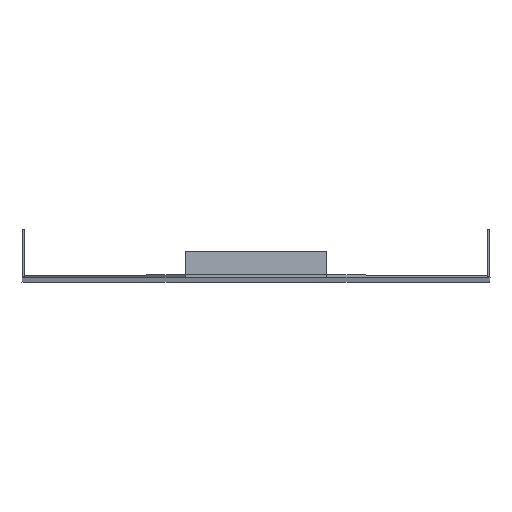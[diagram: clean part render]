
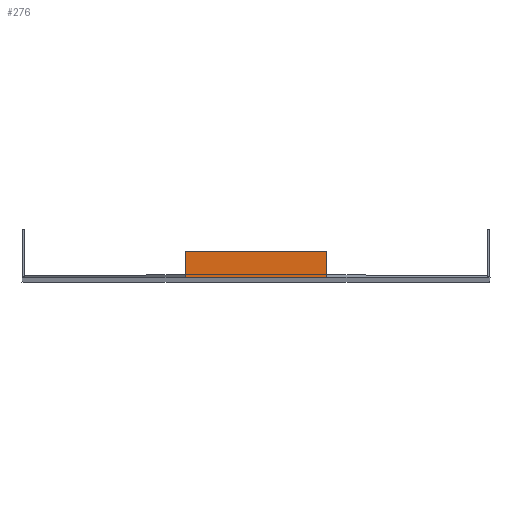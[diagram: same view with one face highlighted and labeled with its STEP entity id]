
A CAD part, top view. The second image highlights one B-rep face of the part: STEP entity #276.
In plain terms, the highlighted planar face has unit normal (0, 0, 1).
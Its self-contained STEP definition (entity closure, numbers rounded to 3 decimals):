
#13 = VERTEX_POINT ( 'NONE', #1644 ) ;
#49 = VECTOR ( 'NONE', #1509, 1000. ) ;
#95 = AXIS2_PLACEMENT_3D ( 'NONE', #2507, #1739, #327 ) ;
#122 = EDGE_LOOP ( 'NONE', ( #1233, #249, #1227, #1440 ) ) ;
#128 = CARTESIAN_POINT ( 'NONE',  ( 45., 0., 944. ) ) ;
#249 = ORIENTED_EDGE ( 'NONE', *, *, #1824, .T. ) ;
#276 = ADVANCED_FACE ( 'NONE', ( #964 ), #1315, .T. ) ;
#286 = LINE ( 'NONE', #128, #49 ) ;
#294 = CARTESIAN_POINT ( 'NONE',  ( -45., 0., 944. ) ) ;
#327 = DIRECTION ( 'NONE',  ( 0., -1., 0. ) ) ;
#474 = VECTOR ( 'NONE', #1468, 1000. ) ;
#517 = EDGE_CURVE ( 'NONE', #13, #1290, #286, .T. ) ;
#663 = EDGE_CURVE ( 'NONE', #1290, #998, #2504, .T. ) ;
#884 = VECTOR ( 'NONE', #2564, 1000. ) ;
#964 = FACE_OUTER_BOUND ( 'NONE', #122, .T. ) ;
#998 = VERTEX_POINT ( 'NONE', #2103 ) ;
#1002 = DIRECTION ( 'NONE',  ( -1., 0., 0. ) ) ;
#1029 = VERTEX_POINT ( 'NONE', #1898 ) ;
#1161 = CARTESIAN_POINT ( 'NONE',  ( 45., 15., 944. ) ) ;
#1227 = ORIENTED_EDGE ( 'NONE', *, *, #517, .T. ) ;
#1233 = ORIENTED_EDGE ( 'NONE', *, *, #1774, .T. ) ;
#1290 = VERTEX_POINT ( 'NONE', #1161 ) ;
#1315 = PLANE ( 'NONE',  #95 ) ;
#1347 = CARTESIAN_POINT ( 'NONE',  ( 0., -1.5, 944. ) ) ;
#1440 = ORIENTED_EDGE ( 'NONE', *, *, #663, .T. ) ;
#1468 = DIRECTION ( 'NONE',  ( 0., -1., 0. ) ) ;
#1495 = CARTESIAN_POINT ( 'NONE',  ( 45., 15., 944. ) ) ;
#1509 = DIRECTION ( 'NONE',  ( 0., 1., 0. ) ) ;
#1644 = CARTESIAN_POINT ( 'NONE',  ( 45., -1.5, 944. ) ) ;
#1739 = DIRECTION ( 'NONE',  ( 0., 0., 1. ) ) ;
#1774 = EDGE_CURVE ( 'NONE', #998, #1029, #2101, .T. ) ;
#1824 = EDGE_CURVE ( 'NONE', #1029, #13, #2276, .T. ) ;
#1898 = CARTESIAN_POINT ( 'NONE',  ( -45., -1.5, 944. ) ) ;
#2101 = LINE ( 'NONE', #294, #474 ) ;
#2103 = CARTESIAN_POINT ( 'NONE',  ( -45., 15., 944. ) ) ;
#2276 = LINE ( 'NONE', #1347, #884 ) ;
#2442 = VECTOR ( 'NONE', #1002, 1000. ) ;
#2504 = LINE ( 'NONE', #1495, #2442 ) ;
#2507 = CARTESIAN_POINT ( 'NONE',  ( 0., 0., 944. ) ) ;
#2564 = DIRECTION ( 'NONE',  ( 1., 0., 0. ) ) ;
